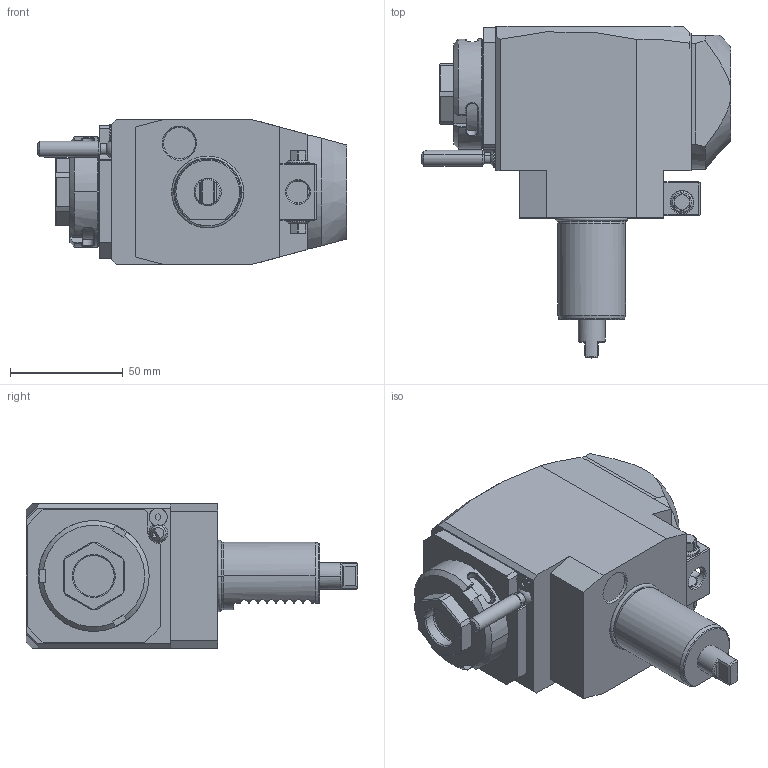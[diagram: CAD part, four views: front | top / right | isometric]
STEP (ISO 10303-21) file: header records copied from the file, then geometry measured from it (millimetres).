
FILE_DESCRIPTION((''),'2;1');
FILE_NAME('NGT1_30_225_25_1_2_55T','2024-03-27T',('vali'),('NOVA GRUP'),'PRO/ENGINEER BY PARAMETRIC TECHNOLOGY CORPORATION, 2010280','PRO/ENGINEER BY PARAMETRIC TECHNOLOGY CORPORATION, 2010280','');
FILE_SCHEMA(('CONFIG_CONTROL_DESIGN'));
Length unit declared in the file: millimetre
Products named in the file (1): NGT1_30_225_25_1_2_55T
Bounding box: 136.88 x 147 x 64 mm (x, y, z)
Volume: 548333.3 mm3; surface area: 49072 mm2
Topology: 1 solids, 1 shells, 337 faces, 896 edges, 577 vertices
Faces by surface type: plane 183, cylinder 84, cone 57, bspline 6, torus 5, sphere 2
Entity records: 13238 total; most frequent: CARTESIAN_POINT 5044, ORIENTED_EDGE 1792, DIRECTION 1572, EDGE_CURVE 896, VERTEX_POINT 577, AXIS2_PLACEMENT_3D 545, VECTOR 482, LINE 482
